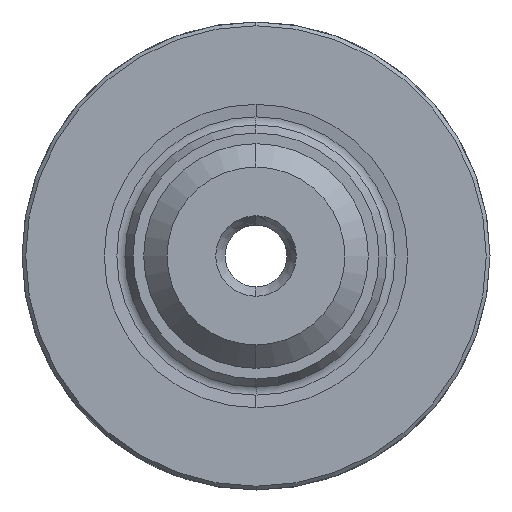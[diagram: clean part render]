
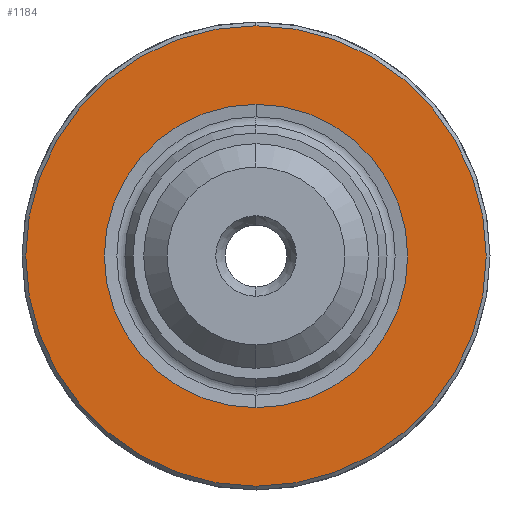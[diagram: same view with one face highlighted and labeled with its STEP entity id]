
A CAD part, left-side view. The second image highlights one B-rep face of the part: STEP entity #1184.
In plain terms, the highlighted planar face has unit normal (-1, 0, 0).
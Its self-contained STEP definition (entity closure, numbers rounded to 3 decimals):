
#195 = VERTEX_POINT ( 'NONE', #715 ) ;
#202 = FACE_OUTER_BOUND ( 'NONE', #2131, .T. ) ;
#263 = FACE_BOUND ( 'NONE', #1814, .T. ) ;
#338 = CARTESIAN_POINT ( 'NONE',  ( 0., 0., 12.3 ) ) ;
#354 = CIRCLE ( 'NONE', #485, 12.3 ) ;
#469 = AXIS2_PLACEMENT_3D ( 'NONE', #1045, #1063, #1060 ) ;
#485 = AXIS2_PLACEMENT_3D ( 'NONE', #620, #627, #634 ) ;
#489 = EDGE_CURVE ( 'NONE', #1824, #1869, #1152, .T. ) ;
#555 = EDGE_CURVE ( 'NONE', #195, #955, #1027, .T. ) ;
#620 = CARTESIAN_POINT ( 'NONE',  ( 0., 0., 0. ) ) ;
#627 = DIRECTION ( 'NONE',  ( 1., 0., 0. ) ) ;
#634 = DIRECTION ( 'NONE',  ( 0., 0., -1. ) ) ;
#715 = CARTESIAN_POINT ( 'NONE',  ( 0., 0., -12.3 ) ) ;
#955 = VERTEX_POINT ( 'NONE', #338 ) ;
#1027 = CIRCLE ( 'NONE', #1626, 12.3 ) ;
#1045 = CARTESIAN_POINT ( 'NONE',  ( 0., 0., 0. ) ) ;
#1060 = DIRECTION ( 'NONE',  ( 0., 0., -1. ) ) ;
#1063 = DIRECTION ( 'NONE',  ( 1., 0., 0. ) ) ;
#1152 = CIRCLE ( 'NONE', #1634, 8.103 ) ;
#1184 = ADVANCED_FACE ( 'NONE', ( #263, #202 ), #1478, .T. ) ;
#1352 = DIRECTION ( 'NONE',  ( 0., 0., 1. ) ) ;
#1357 = AXIS2_PLACEMENT_3D ( 'NONE', #1972, #1606, #1352 ) ;
#1478 = PLANE ( 'NONE',  #1357 ) ;
#1606 = DIRECTION ( 'NONE',  ( -1., 0., 0. ) ) ;
#1613 = CARTESIAN_POINT ( 'NONE',  ( 0., 0., 8.103 ) ) ;
#1626 = AXIS2_PLACEMENT_3D ( 'NONE', #1788, #1791, #1798 ) ;
#1634 = AXIS2_PLACEMENT_3D ( 'NONE', #2046, #2039, #2019 ) ;
#1644 = CARTESIAN_POINT ( 'NONE',  ( 0., 0., -8.103 ) ) ;
#1693 = CIRCLE ( 'NONE', #469, 8.103 ) ;
#1788 = CARTESIAN_POINT ( 'NONE',  ( 0., 0., 0. ) ) ;
#1791 = DIRECTION ( 'NONE',  ( 1., 0., 0. ) ) ;
#1798 = DIRECTION ( 'NONE',  ( 0., 0., -1. ) ) ;
#1814 = EDGE_LOOP ( 'NONE', ( #1923, #1884 ) ) ;
#1824 = VERTEX_POINT ( 'NONE', #1613 ) ;
#1849 = ORIENTED_EDGE ( 'NONE', *, *, #2056, .F. ) ;
#1858 = ORIENTED_EDGE ( 'NONE', *, *, #555, .F. ) ;
#1869 = VERTEX_POINT ( 'NONE', #1644 ) ;
#1884 = ORIENTED_EDGE ( 'NONE', *, *, #2070, .T. ) ;
#1923 = ORIENTED_EDGE ( 'NONE', *, *, #489, .T. ) ;
#1972 = CARTESIAN_POINT ( 'NONE',  ( 0., 8.103, 0. ) ) ;
#2019 = DIRECTION ( 'NONE',  ( 0., 0., -1. ) ) ;
#2039 = DIRECTION ( 'NONE',  ( 1., 0., 0. ) ) ;
#2046 = CARTESIAN_POINT ( 'NONE',  ( 0., 0., 0. ) ) ;
#2056 = EDGE_CURVE ( 'NONE', #955, #195, #354, .T. ) ;
#2070 = EDGE_CURVE ( 'NONE', #1869, #1824, #1693, .T. ) ;
#2131 = EDGE_LOOP ( 'NONE', ( #1858, #1849 ) ) ;
